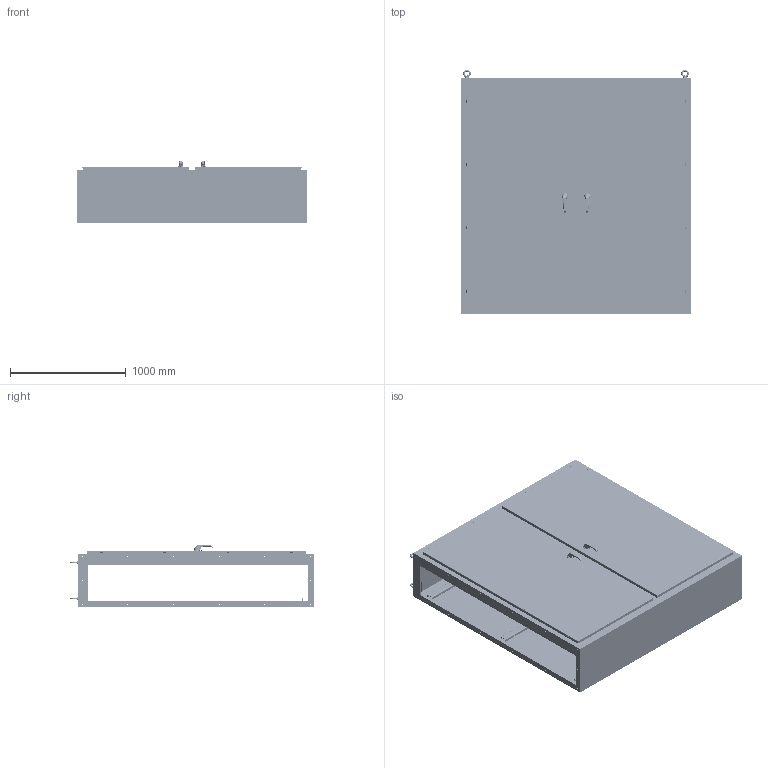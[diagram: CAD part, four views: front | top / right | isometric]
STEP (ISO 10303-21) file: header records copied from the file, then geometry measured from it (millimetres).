
FILE_DESCRIPTION (( 'STEP AP214' ), '1' );
FILE_NAME ('SCE-N80C7818_REV1.STEP', '2024-05-03T19:32:17', ( '' ), ( '' ), 'SwSTEP 2.0', 'SolidWorks 2023', '' );
FILE_SCHEMA (( 'AUTOMOTIVE_DESIGN' ));
Length unit declared in the file: inch
Products named in the file (1): SCE-N80C7818_REV1
Bounding box: 1974.85 x 2106.73 x 534.57 mm (x, y, z)
Volume: 33850754.4 mm3; surface area: 25273062.4 mm2
Topology: 51 solids, 61 shells, 8163 faces, 20822 edges, 12869 vertices
Faces by surface type: plane 3300, cylinder 2713, bspline 976, torus 635, cone 303, sphere 236
Full cylindrical faces by diameter (mm): 1.016 x8, 3.978 x8, 4.191 x2, 4.318 x40, 4.978 x32, 5.016 x6, 5.207 x16, 5.232 x16, 5.537 x8, 6.096 x16, 6.198 x16, 6.35 x16, 9.525 x20, 10.323 x16, 11.112 x8, 11.113 x16, 15.24 x4, 16 x3, 22 x2, 29.8 x4
Entity records: 380053 total; most frequent: CARTESIAN_POINT 194662, ORIENTED_EDGE 40184, DIRECTION 35302, EDGE_CURVE 20092, AXIS2_PLACEMENT_3D 12830, VERTEX_POINT 12639, VECTOR 9642, LINE 9642
